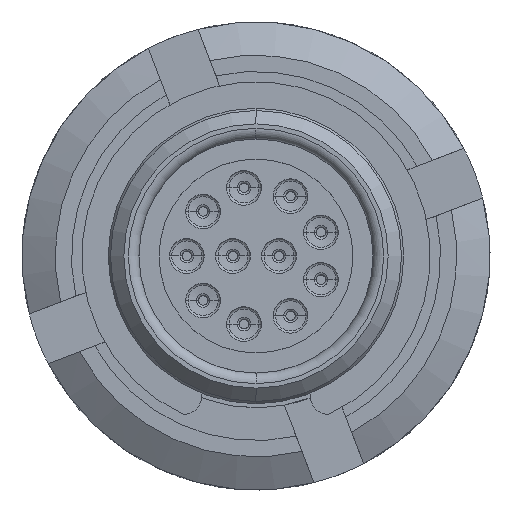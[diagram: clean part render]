
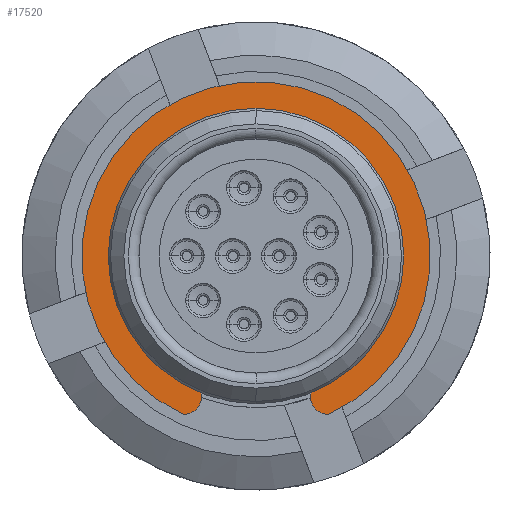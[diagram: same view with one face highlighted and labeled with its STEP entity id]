
A CAD part, left-side view. The second image highlights one B-rep face of the part: STEP entity #17520.
In plain terms, the highlighted planar face has unit normal (-1, 0, 0).
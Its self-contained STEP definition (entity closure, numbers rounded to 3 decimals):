
#29 = DIRECTION ( 'NONE',  ( 0., 0., -1. ) ) ;
#934 = PLANE ( 'NONE',  #33536 ) ;
#1539 = AXIS2_PLACEMENT_3D ( 'NONE', #24492, #32814, #29 ) ;
#2864 = CARTESIAN_POINT ( 'NONE',  ( 10.412, 2.731, -4.582 ) ) ;
#3571 = DIRECTION ( 'NONE',  ( 1., 0., 0. ) ) ;
#3780 = AXIS2_PLACEMENT_3D ( 'NONE', #35843, #3571, #27703 ) ;
#4007 = CIRCLE ( 'NONE', #28127, 6.553 ) ;
#4437 = ORIENTED_EDGE ( 'NONE', *, *, #24190, .T. ) ;
#7231 = ORIENTED_EDGE ( 'NONE', *, *, #49171, .F. ) ;
#8538 = CARTESIAN_POINT ( 'NONE',  ( 10.412, -2.73, -5.957 ) ) ;
#15529 = FACE_OUTER_BOUND ( 'NONE', #50461, .T. ) ;
#16356 = DIRECTION ( 'NONE',  ( 0., 0., -1. ) ) ;
#17520 = ADVANCED_FACE ( 'NONE', ( #15529 ), #934, .F. ) ;
#17541 = VERTEX_POINT ( 'NONE', #8538 ) ;
#18853 = CARTESIAN_POINT ( 'NONE',  ( 10.412, -2.73, -5.27 ) ) ;
#19219 = DIRECTION ( 'NONE',  ( 0., 0., -1. ) ) ;
#19978 = DIRECTION ( 'NONE',  ( 1., 0., 0. ) ) ;
#21009 = CARTESIAN_POINT ( 'NONE',  ( 10.412, 0., 0. ) ) ;
#21201 = CIRCLE ( 'NONE', #3780, 5.334 ) ;
#23956 = CARTESIAN_POINT ( 'NONE',  ( 10.412, 2.731, -5.957 ) ) ;
#24190 = EDGE_CURVE ( 'NONE', #39303, #30452, #21201, .T. ) ;
#24492 = CARTESIAN_POINT ( 'NONE',  ( 10.412, 2.731, -5.269 ) ) ;
#26909 = VERTEX_POINT ( 'NONE', #23956 ) ;
#27703 = DIRECTION ( 'NONE',  ( 0., 0., -1. ) ) ;
#28127 = AXIS2_PLACEMENT_3D ( 'NONE', #40315, #19978, #36250 ) ;
#28604 = DIRECTION ( 'NONE',  ( 1., 0., 0. ) ) ;
#29182 = ORIENTED_EDGE ( 'NONE', *, *, #40560, .F. ) ;
#29609 = CARTESIAN_POINT ( 'NONE',  ( 10.412, -2.73, -4.582 ) ) ;
#30452 = VERTEX_POINT ( 'NONE', #29609 ) ;
#32814 = DIRECTION ( 'NONE',  ( 1., 0., 0. ) ) ;
#33536 = AXIS2_PLACEMENT_3D ( 'NONE', #21009, #28604, #16356 ) ;
#35843 = CARTESIAN_POINT ( 'NONE',  ( 10.412, 0., 0. ) ) ;
#35916 = CIRCLE ( 'NONE', #1539, 0.688 ) ;
#36250 = DIRECTION ( 'NONE',  ( 0., 0., -1. ) ) ;
#39303 = VERTEX_POINT ( 'NONE', #2864 ) ;
#40315 = CARTESIAN_POINT ( 'NONE',  ( 10.412, 0., 0. ) ) ;
#40560 = EDGE_CURVE ( 'NONE', #39303, #26909, #35916, .T. ) ;
#40908 = ORIENTED_EDGE ( 'NONE', *, *, #41493, .F. ) ;
#41493 = EDGE_CURVE ( 'NONE', #26909, #17541, #4007, .T. ) ;
#44289 = CIRCLE ( 'NONE', #49260, 0.688 ) ;
#49171 = EDGE_CURVE ( 'NONE', #17541, #30452, #44289, .T. ) ;
#49260 = AXIS2_PLACEMENT_3D ( 'NONE', #18853, #51752, #19219 ) ;
#50461 = EDGE_LOOP ( 'NONE', ( #40908, #29182, #4437, #7231 ) ) ;
#51752 = DIRECTION ( 'NONE',  ( 1., 0., 0. ) ) ;
